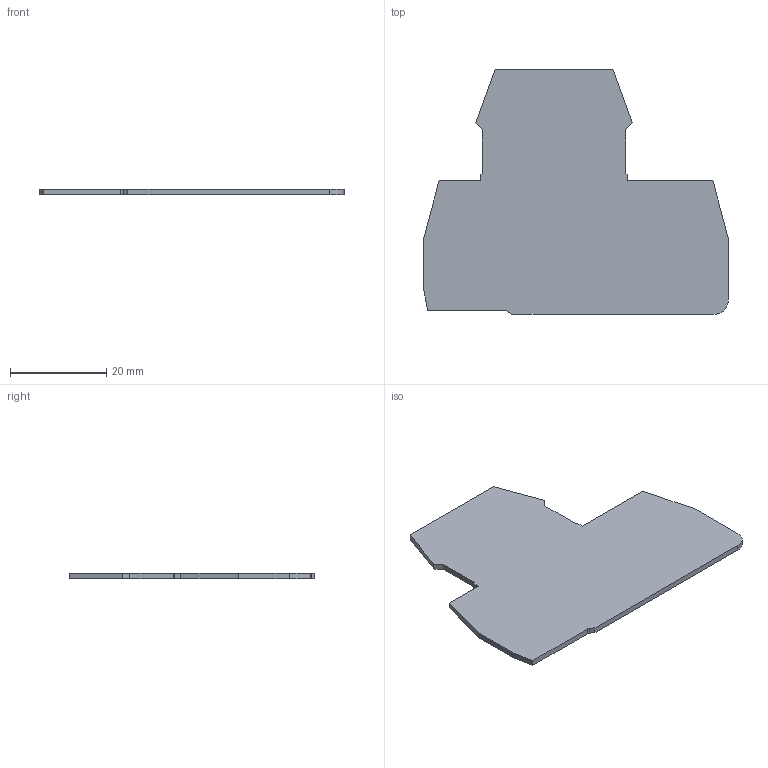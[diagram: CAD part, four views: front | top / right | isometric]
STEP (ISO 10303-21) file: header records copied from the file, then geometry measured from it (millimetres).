
FILE_DESCRIPTION (( 'STEP AP214' ), '1' );
FILE_NAME ('449010_NPP-PIK 2,5-4N_Beige.STP', '2013-11-15T06:18:15', ( 'arge' ), ( 'Microsoft' ), 'SwSTEP 2.0', 'SolidWorks 2013', '' );
FILE_SCHEMA (( 'AUTOMOTIVE_DESIGN' ));
Length unit declared in the file: millimetre
Products named in the file (1): 449010_NPP-PIK 2,5-4N_Beige
Bounding box: 63.2 x 50.8 x 1.2 mm (x, y, z)
Volume: 2845.1 mm3; surface area: 5001.8 mm2
Topology: 1 solids, 1 shells, 26 faces, 72 edges, 48 vertices
Faces by surface type: plane 23, cylinder 3
Entity records: 856 total; most frequent: CARTESIAN_POINT 147, ORIENTED_EDGE 144, DIRECTION 132, EDGE_CURVE 72, VECTOR 66, LINE 66, VERTEX_POINT 48, AXIS2_PLACEMENT_3D 33
